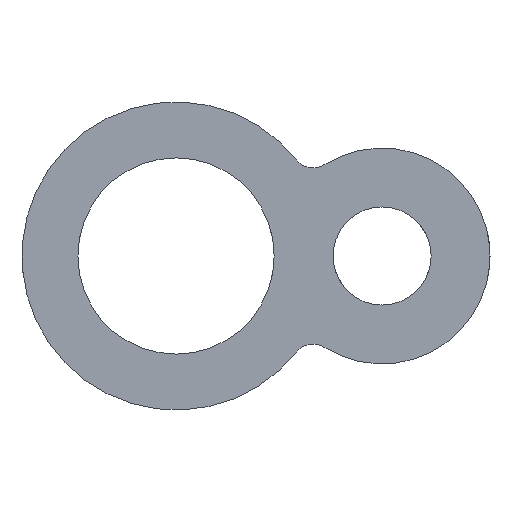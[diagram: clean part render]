
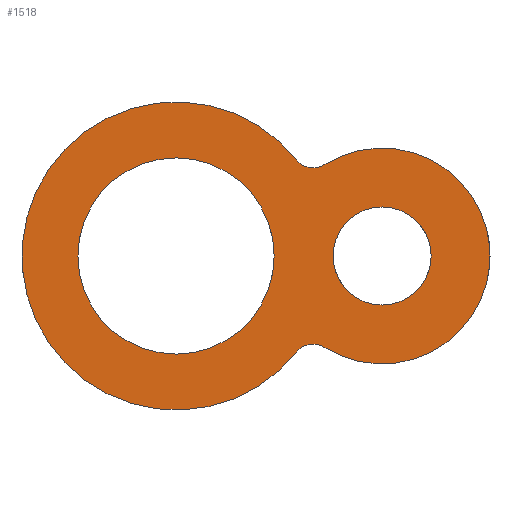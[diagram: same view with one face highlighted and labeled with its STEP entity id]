
A CAD part, front view. The second image highlights one B-rep face of the part: STEP entity #1518.
In plain terms, the highlighted planar face has unit normal (0, -1, 0).
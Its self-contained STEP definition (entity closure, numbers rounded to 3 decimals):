
#18=PLANE('',#1611);
#25=FACE_BOUND('',#218,.T.);
#26=FACE_BOUND('',#219,.T.);
#43=CIRCLE('',#1584,7.851);
#46=CIRCLE('',#1588,2.5);
#48=CIRCLE('',#1599,5.5);
#50=CIRCLE('',#1602,1.1);
#53=CIRCLE('',#1606,5.);
#54=CIRCLE('',#1608,1.1);
#133=FACE_OUTER_BOUND('',#217,.T.);
#217=EDGE_LOOP('',(#1375,#1376,#1377,#1378));
#218=EDGE_LOOP('',(#1379));
#219=EDGE_LOOP('',(#1380));
#641=VERTEX_POINT('',#5781);
#642=VERTEX_POINT('',#5782);
#649=VERTEX_POINT('',#6055);
#655=VERTEX_POINT('',#6806);
#656=VERTEX_POINT('',#6807);
#660=VERTEX_POINT('',#6821);
#857=EDGE_CURVE('',#641,#642,#43,.T.);
#870=EDGE_CURVE('',#649,#649,#46,.T.);
#889=EDGE_CURVE('',#655,#656,#48,.T.);
#893=EDGE_CURVE('',#656,#642,#50,.T.);
#898=EDGE_CURVE('',#660,#660,#53,.T.);
#899=EDGE_CURVE('',#655,#641,#54,.T.);
#1375=ORIENTED_EDGE('',*,*,#889,.F.);
#1376=ORIENTED_EDGE('',*,*,#899,.T.);
#1377=ORIENTED_EDGE('',*,*,#857,.T.);
#1378=ORIENTED_EDGE('',*,*,#893,.F.);
#1379=ORIENTED_EDGE('',*,*,#870,.F.);
#1380=ORIENTED_EDGE('',*,*,#898,.T.);
#1518=ADVANCED_FACE('',(#133,#25,#26),#18,.F.);
#1584=AXIS2_PLACEMENT_3D('',#5783,#1760,#1761);
#1588=AXIS2_PLACEMENT_3D('',#6057,#1772,#1773);
#1599=AXIS2_PLACEMENT_3D('',#6808,#1796,#1797);
#1602=AXIS2_PLACEMENT_3D('',#6815,#1804,#1805);
#1606=AXIS2_PLACEMENT_3D('',#6823,#1814,#1815);
#1608=AXIS2_PLACEMENT_3D('',#6825,#1818,#1819);
#1611=AXIS2_PLACEMENT_3D('',#6828,#1824,#1825);
#1760=DIRECTION('center_axis',(0.,-1.,0.));
#1761=DIRECTION('ref_axis',(0.243,0.,0.97));
#1772=DIRECTION('center_axis',(0.,-1.,0.));
#1773=DIRECTION('ref_axis',(1.,0.,0.));
#1796=DIRECTION('center_axis',(0.,1.,0.));
#1797=DIRECTION('ref_axis',(-0.529,0.,0.849));
#1804=DIRECTION('center_axis',(0.,-1.,0.));
#1805=DIRECTION('ref_axis',(0.545,0.,0.838));
#1814=DIRECTION('center_axis',(0.,1.,0.));
#1815=DIRECTION('ref_axis',(1.,0.,0.));
#1818=DIRECTION('center_axis',(0.,1.,0.));
#1819=DIRECTION('ref_axis',(0.545,0.,-0.838));
#1824=DIRECTION('center_axis',(0.,1.,0.));
#1825=DIRECTION('ref_axis',(1.,0.,0.));
#5781=CARTESIAN_POINT('',(6.132,0.,4.903));
#5782=CARTESIAN_POINT('',(6.132,0.,-4.903));
#5783=CARTESIAN_POINT('Origin',(0.,0.,0.));
#6055=CARTESIAN_POINT('',(8.,0.,0.));
#6057=CARTESIAN_POINT('Origin',(10.5,0.,0.));
#6806=CARTESIAN_POINT('',(7.591,0.,4.667));
#6807=CARTESIAN_POINT('',(7.591,0.,-4.667));
#6808=CARTESIAN_POINT('Origin',(10.5,0.,0.));
#6815=CARTESIAN_POINT('Origin',(6.991,0.,-5.59));
#6821=CARTESIAN_POINT('',(-5.,0.,0.));
#6823=CARTESIAN_POINT('Origin',(0.,0.,0.));
#6825=CARTESIAN_POINT('Origin',(6.991,0.,5.59));
#6828=CARTESIAN_POINT('Origin',(4.075,0.,3.925));
